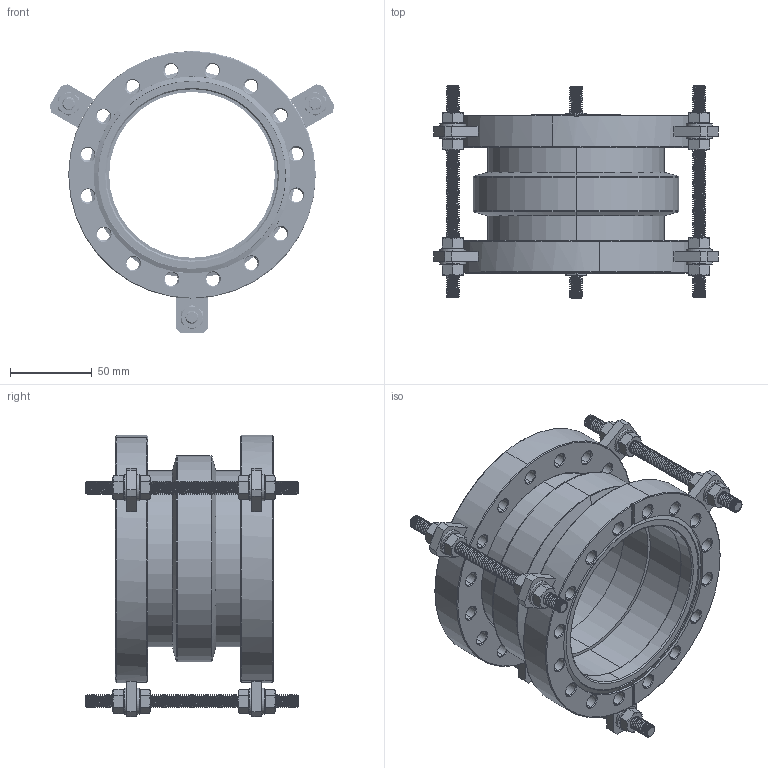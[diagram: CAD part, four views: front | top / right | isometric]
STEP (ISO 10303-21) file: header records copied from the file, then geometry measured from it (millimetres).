
FILE_DESCRIPTION (( 'STEP AP214' ), '1' );
FILE_NAME ('Hositrad_CF100_SEWB.STEP', '2014-03-11T17:17:17', ( '' ), ( '' ), 'SwSTEP 2.0', 'SolidWorks 2014', '' );
FILE_SCHEMA (( 'AUTOMOTIVE_DESIGN' ));
Length unit declared in the file: millimetre
Products named in the file (8): NW100CF-weld_CF100-108; Bellow Flange; Bellow-49740; Hositrad_CF100_SEWB; hex nut style 1 gradeab_iso-_Hexagon Nut ISO - 4032 - M8 - W - N; plain washer normal grade a_iso-_Washer ISO 7089 - 8; StudM8-L130; Bracket SEWB_CF100-D151,6
Assembly tree (38 placements, depth 2):
  Hositrad_CF100_SEWB
    Bellow-49740
    Bellow Flange  x2
    NW100CF-weld_CF100-108  x2
    Bracket SEWB_CF100-D151,6  x6
    StudM8-L130  x3
    plain washer normal grade a_iso-_Washer ISO 7089 - 8  x12
    hex nut style 1 gradeab_iso-_Hexagon Nut ISO - 4032 - M8 - W - N  x12
Bounding box: 174.66 x 130 x 172.6 mm (x, y, z)
Volume: 490350.2 mm3; surface area: 193556 mm2
Topology: 38 solids, 38 shells, 1425 faces, 3607 edges, 2262 vertices
Faces by surface type: cylinder 825, cone 324, plane 270, bspline 6
Entity records: 21487 total; most frequent: CARTESIAN_POINT 11603, ORIENTED_EDGE 2118, DIRECTION 1763, EDGE_CURVE 1059, AXIS2_PLACEMENT_3D 682, VERTEX_POINT 671, EDGE_LOOP 450, FACE_OUTER_BOUND 404
